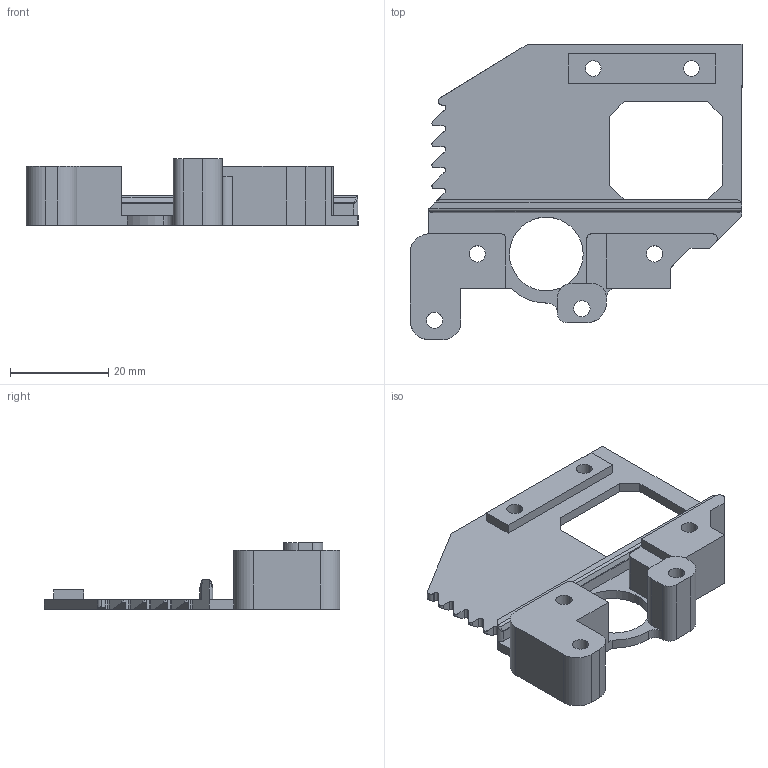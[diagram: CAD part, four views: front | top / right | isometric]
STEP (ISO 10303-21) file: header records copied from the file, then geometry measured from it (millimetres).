
FILE_DESCRIPTION (( 'STEP AP214' ), '1' );
FILE_NAME ('Pistol left half (3D).STEP', '2022-02-11T13:13:44', ( '' ), ( '' ), 'SwSTEP 2.0', 'SolidWorks 2016', '' );
FILE_SCHEMA (( 'AUTOMOTIVE_DESIGN' ));
Length unit declared in the file: millimetre
Products named in the file (2): Pistol left half (3D)
Bounding box: 67.6 x 60.25 x 13.6 mm (x, y, z)
Volume: 11508.7 mm3; surface area: 8597.4 mm2
Topology: 1 solids, 1 shells, 127 faces, 363 edges, 239 vertices
Faces by surface type: plane 63, cylinder 60, bspline 4
Entity records: 4309 total; most frequent: CARTESIAN_POINT 892, ORIENTED_EDGE 726, DIRECTION 696, EDGE_CURVE 363, VERTEX_POINT 239, AXIS2_PLACEMENT_3D 233, VECTOR 230, LINE 230
